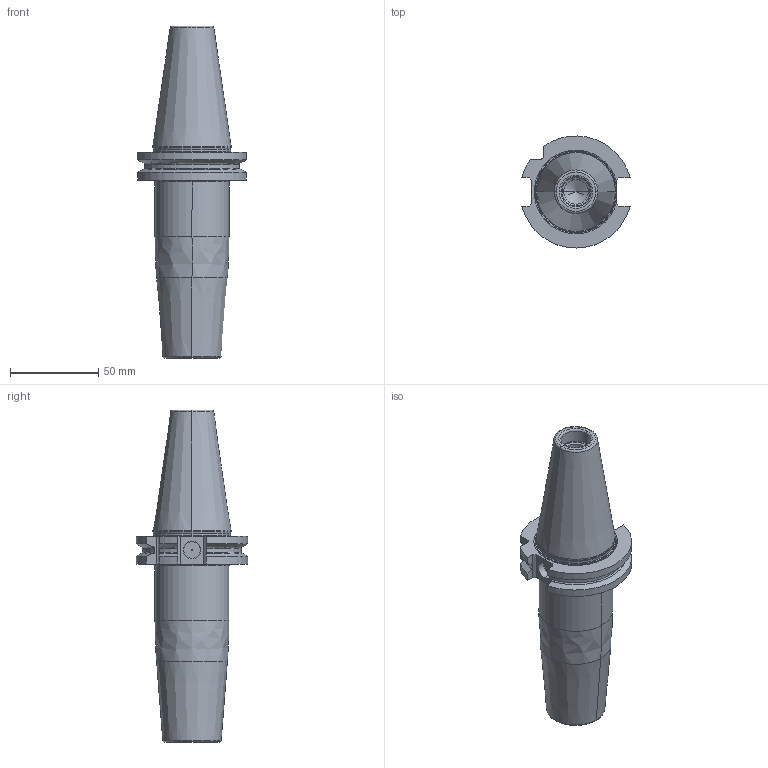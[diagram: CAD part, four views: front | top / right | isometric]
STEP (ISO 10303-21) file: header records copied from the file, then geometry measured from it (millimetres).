
FILE_DESCRIPTION((''),'2;1');
FILE_NAME('607953181-000-00-E43','2023-06-15T08:31:01',('bahnemannr'),(''),'CREO PARAMETRIC BY PTC INC, 2021184','CREO PARAMETRIC BY PTC INC, 2021184','');
FILE_SCHEMA(('AP242_MANAGED_MODEL_BASED_3D_ENGINEERING_MIM_LF { 1 0 10303 442 1 1 4 }'));
Length unit declared in the file: millimetre
Products named in the file (1): 607953181-000-00-E43
Bounding box: 61.48 x 63.54 x 188.4 mm (x, y, z)
Volume: 213986.8 mm3; surface area: 35043.7 mm2
Topology: 1 solids, 2 shells, 96 faces, 239 edges, 148 vertices
Faces by surface type: plane 26, cylinder 26, torus 21, cone 21, bspline 2
Entity records: 4524 total; most frequent: CARTESIAN_POINT 923, DIRECTION 508, ORIENTED_EDGE 464, PRESENTATION_STYLE_ASSIGNMENT 240, STYLED_ITEM 240, CURVE_STYLE 238, EDGE_CURVE 235, AXIS2_PLACEMENT_3D 207
